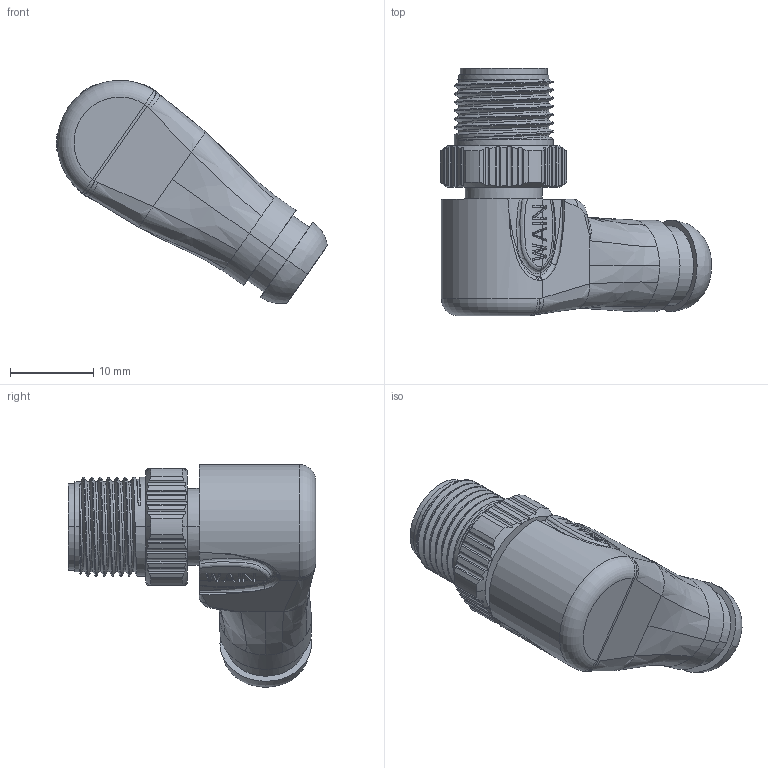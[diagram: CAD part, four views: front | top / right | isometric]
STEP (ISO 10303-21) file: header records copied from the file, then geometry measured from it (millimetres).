
FILE_DESCRIPTION((''),'2;1');
FILE_NAME('S_M12-BO-SH-SW14','2023-12-27T',('13531'),(''),'PRO/ENGINEER BY PARAMETRIC TECHNOLOGY CORPORATION, 2012480','PRO/ENGINEER BY PARAMETRIC TECHNOLOGY CORPORATION, 2012480','');
FILE_SCHEMA(('CONFIG_CONTROL_DESIGN'));
Length unit declared in the file: millimetre
Products named in the file (1): S_M12-BO-SH-SW14
Bounding box: 32.56 x 29.7 x 26.79 mm (x, y, z)
Volume: 5994.6 mm3; surface area: 4588.6 mm2
Topology: 1 solids, 9 shells, 798 faces, 2053 edges, 1288 vertices
Faces by surface type: plane 324, cylinder 322, bspline 69, cone 61, sphere 16, extrusion 4, torus 2
Entity records: 43938 total; most frequent: CARTESIAN_POINT 14681, ORIENTED_EDGE 4036, DIRECTION 3703, PRESENTATION_STYLE_ASSIGNMENT 2662, STYLED_ITEM 2023, CURVE_STYLE 2022, EDGE_CURVE 2018, AXIS2_PLACEMENT_3D 1453
